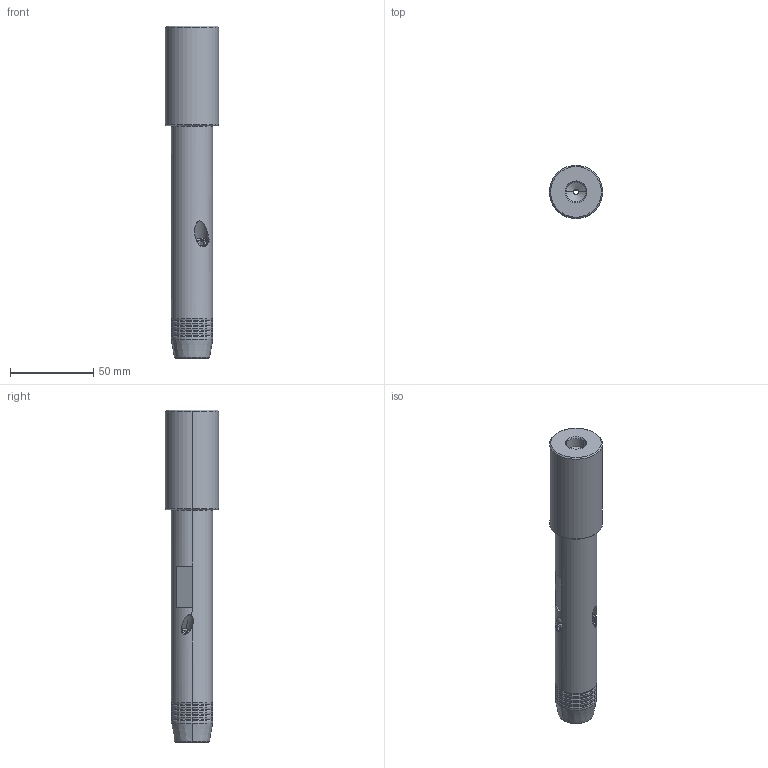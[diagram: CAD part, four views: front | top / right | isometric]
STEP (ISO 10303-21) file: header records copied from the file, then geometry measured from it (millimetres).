
FILE_DESCRIPTION (( 'STEP AP214' ), '1' );
FILE_NAME ('77.032.012 x=140_step.STEP', '2020-09-22T06:21:06', ( '' ), ( '' ), 'SwSTEP 2.0', 'SolidWorks 2018', '' );
FILE_SCHEMA (( 'AUTOMOTIVE_DESIGN' ));
Length unit declared in the file: millimetre
Products named in the file (1): 77.032.012 x=140_step
Bounding box: 32 x 32 x 200 mm (x, y, z)
Volume: 107782.4 mm3; surface area: 32227.5 mm2
Topology: 8 solids, 8 shells, 301 faces, 663 edges, 393 vertices
Faces by surface type: cylinder 105, cone 84, torus 52, plane 50, bspline 6, sphere 4
Entity records: 14507 total; most frequent: CARTESIAN_POINT 4437, DIRECTION 1519, ORIENTED_EDGE 1308, EDGE_CURVE 654, AXIS2_PLACEMENT_3D 653, VERTEX_POINT 390, CIRCLE 357, EDGE_LOOP 332
